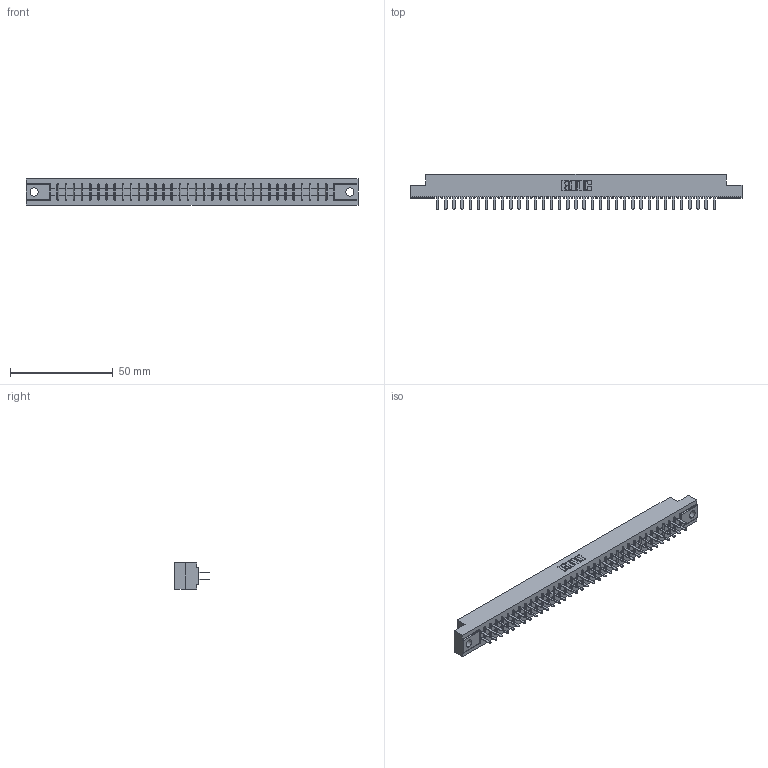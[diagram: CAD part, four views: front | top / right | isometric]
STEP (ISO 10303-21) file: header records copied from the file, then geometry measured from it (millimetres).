
FILE_DESCRIPTION (( 'STEP AP203' ), '1' );
FILE_NAME ('305-070-520-204.STEP', '2019-09-10T05:04:44', ( '' ), ( '' ), 'SwSTEP 2.0', 'SolidWorks 2016', '' );
FILE_SCHEMA (( 'CONFIG_CONTROL_DESIGN' ));
Length unit declared in the file: inch
Products named in the file (3): 305-290-001_520; 305-070-520-204; 305 Part_.156 Dia
Assembly tree (71 placements, depth 2):
  305-070-520-204
    305 Part_.156 Dia
    305-290-001_520  x70
Bounding box: 161.7 x 17.09 x 12.7 mm (x, y, z)
Volume: 16709.7 mm3; surface area: 21000.9 mm2
Topology: 71 solids, 71 shells, 3350 faces, 9557 edges, 6182 vertices
Faces by surface type: plane 1972, cylinder 1238, sphere 140
Entity records: 39046 total; most frequent: CARTESIAN_POINT 6465, ORIENTED_EDGE 6414, DIRECTION 6251, EDGE_CURVE 3207, LINE 2595, VECTOR 2595, VERTEX_POINT 2042, AXIS2_PLACEMENT_3D 1828
